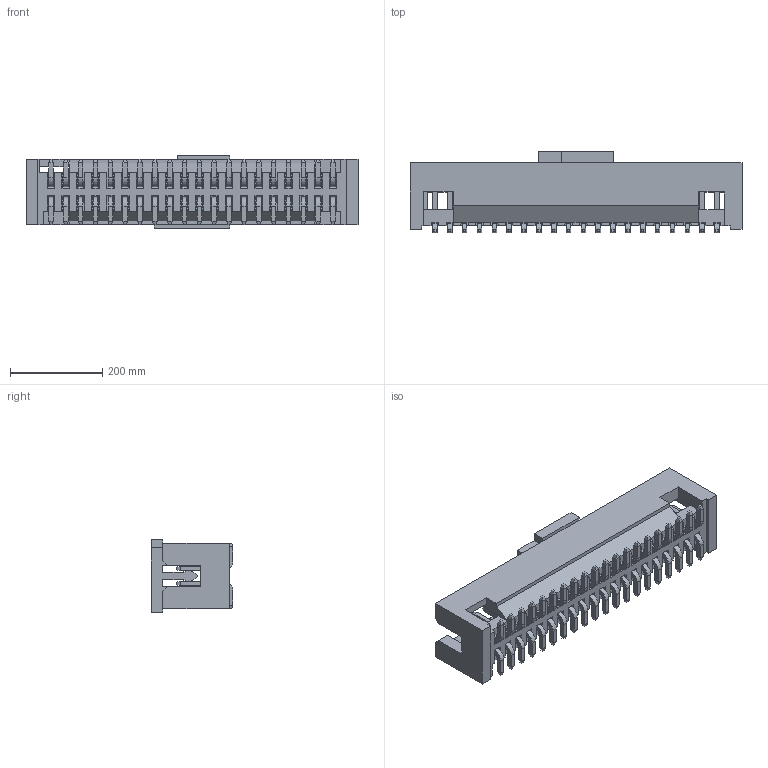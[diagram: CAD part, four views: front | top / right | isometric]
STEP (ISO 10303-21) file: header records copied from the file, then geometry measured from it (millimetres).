
FILE_DESCRIPTION( ('This file contains a STEP AP42 implementation' ,'as created by ZW3D STEP Interface translator.') ,'2;1' );
FILE_NAME( '3131-XXMXXBK00X1.stp' ,'231116.135135', (''), ('ZWCAD Software Co.'), 'Version 1.0', 'ZW3D to STEP translator', '' );
FILE_SCHEMA(('AUTOMOTIVE_DESIGN { 1 0 10303 214 1 1 1 1 }'));
Length unit declared in the file: millimetre
Products named in the file (2): 0; 3131-xxmxxbk00x1
Bounding box: 721.36 x 177.8 x 157.48 mm (x, y, z)
Volume: 8221523.4 mm3; surface area: 954930.2 mm2
Topology: 1 solids, 1 shells, 1407 faces, 3607 edges, 2136 vertices
Faces by surface type: plane 1318, cylinder 89
Entity records: 42520 total; most frequent: ORIENTED_EDGE 7214, CARTESIAN_POINT 7151, DIRECTION 6625, EDGE_CURVE 3607, VECTOR 3405, LINE 3405, VERTEX_POINT 2136, AXIS2_PLACEMENT_3D 1610
